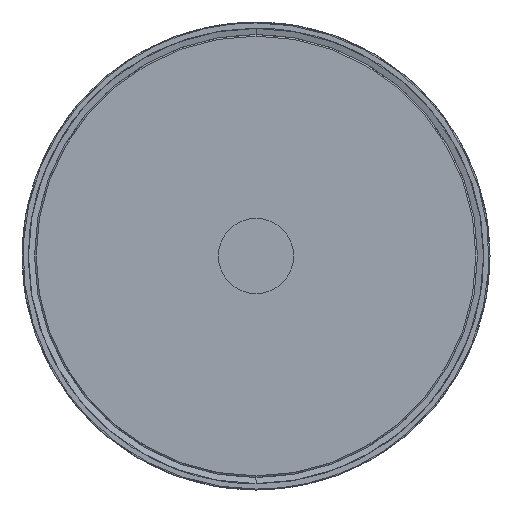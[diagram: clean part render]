
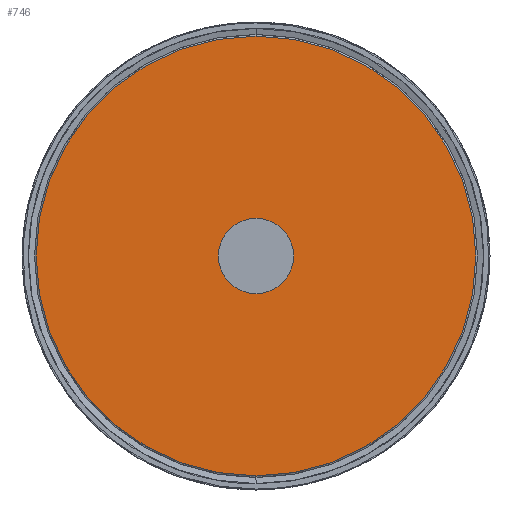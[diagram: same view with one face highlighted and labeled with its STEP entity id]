
A CAD part, left-side view. The second image highlights one B-rep face of the part: STEP entity #746.
In plain terms, the highlighted planar face has unit normal (-1, 0, 0).
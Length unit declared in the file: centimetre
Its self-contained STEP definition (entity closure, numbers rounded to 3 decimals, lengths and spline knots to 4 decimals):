
#4 = DIRECTION ( 'NONE',  ( 0., 0., 1. ) ) ;
#17 = PLANE ( 'NONE',  #731 ) ;
#47 = FACE_OUTER_BOUND ( 'NONE', #380, .T. ) ;
#63 = VERTEX_POINT ( 'NONE', #1154 ) ;
#67 = AXIS2_PLACEMENT_3D ( 'NONE', #1240, #686, #985 ) ;
#168 = AXIS2_PLACEMENT_3D ( 'NONE', #1095, #543, #865 ) ;
#187 = EDGE_LOOP ( 'NONE', ( #948, #438 ) ) ;
#198 = VERTEX_POINT ( 'NONE', #365 ) ;
#288 = FACE_BOUND ( 'NONE', #187, .T. ) ;
#336 = AXIS2_PLACEMENT_3D ( 'NONE', #1318, #452, #4 ) ;
#365 = CARTESIAN_POINT ( 'NONE',  ( -0.25, 0., 0.6 ) ) ;
#380 = EDGE_LOOP ( 'NONE', ( #1410, #1046 ) ) ;
#390 = CARTESIAN_POINT ( 'NONE',  ( -0.25, 0., -0.6 ) ) ;
#438 = ORIENTED_EDGE ( 'NONE', *, *, #814, .F. ) ;
#452 = DIRECTION ( 'NONE',  ( -1., 0., 0. ) ) ;
#466 = EDGE_CURVE ( 'NONE', #1134, #63, #687, .T. ) ;
#532 = CIRCLE ( 'NONE', #551, 3.5 ) ;
#543 = DIRECTION ( 'NONE',  ( -1., 0., 0. ) ) ;
#551 = AXIS2_PLACEMENT_3D ( 'NONE', #605, #828, #1272 ) ;
#577 = EDGE_CURVE ( 'NONE', #63, #1134, #532, .T. ) ;
#605 = CARTESIAN_POINT ( 'NONE',  ( -0.25, 0., 0. ) ) ;
#638 = DIRECTION ( 'NONE',  ( 0., 0., -1. ) ) ;
#686 = DIRECTION ( 'NONE',  ( 1., 0., 0. ) ) ;
#687 = CIRCLE ( 'NONE', #67, 3.5 ) ;
#721 = VERTEX_POINT ( 'NONE', #390 ) ;
#731 = AXIS2_PLACEMENT_3D ( 'NONE', #1001, #1155, #638 ) ;
#746 = ADVANCED_FACE ( 'NONE', ( #47, #288 ), #17, .F. ) ;
#814 = EDGE_CURVE ( 'NONE', #198, #721, #844, .T. ) ;
#823 = EDGE_CURVE ( 'NONE', #721, #198, #866, .T. ) ;
#828 = DIRECTION ( 'NONE',  ( 1., 0., 0. ) ) ;
#844 = CIRCLE ( 'NONE', #336, 0.6 ) ;
#865 = DIRECTION ( 'NONE',  ( 0., 0., 1. ) ) ;
#866 = CIRCLE ( 'NONE', #168, 0.6 ) ;
#927 = CARTESIAN_POINT ( 'NONE',  ( -0.25, 0., -3.5 ) ) ;
#948 = ORIENTED_EDGE ( 'NONE', *, *, #823, .F. ) ;
#985 = DIRECTION ( 'NONE',  ( 0., 0., 1. ) ) ;
#1001 = CARTESIAN_POINT ( 'NONE',  ( -0.25, 2.5075, 0. ) ) ;
#1046 = ORIENTED_EDGE ( 'NONE', *, *, #466, .F. ) ;
#1095 = CARTESIAN_POINT ( 'NONE',  ( -0.25, 0., 0. ) ) ;
#1134 = VERTEX_POINT ( 'NONE', #927 ) ;
#1154 = CARTESIAN_POINT ( 'NONE',  ( -0.25, 0., 3.5 ) ) ;
#1155 = DIRECTION ( 'NONE',  ( 1., 0., 0. ) ) ;
#1240 = CARTESIAN_POINT ( 'NONE',  ( -0.25, 0., 0. ) ) ;
#1272 = DIRECTION ( 'NONE',  ( 0., 0., 1. ) ) ;
#1318 = CARTESIAN_POINT ( 'NONE',  ( -0.25, 0., 0. ) ) ;
#1410 = ORIENTED_EDGE ( 'NONE', *, *, #577, .F. ) ;
